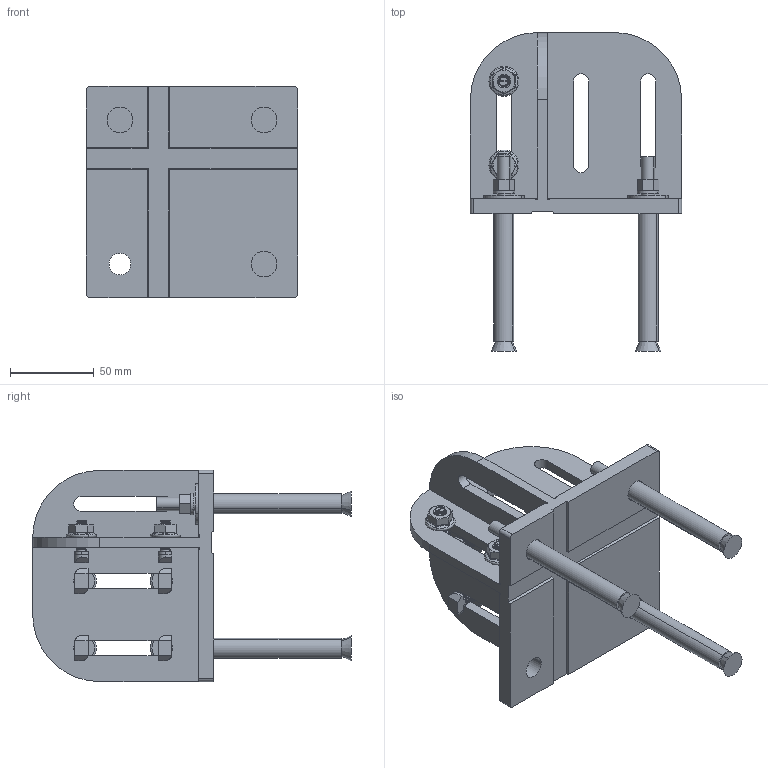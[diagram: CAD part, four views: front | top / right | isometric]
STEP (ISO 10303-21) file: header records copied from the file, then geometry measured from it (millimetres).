
FILE_DESCRIPTION (( 'STEP AP203' ), '1' );
FILE_NAME ('5.11.4080.STB.STEP', '2014-05-20T06:16:07', ( 'USER' ), ( 'Microsoft' ), 'SwSTEP 2.0', 'SolidWorks 2012', '' );
FILE_SCHEMA (( 'CONFIG_CONTROL_DESIGN' ));
Length unit declared in the file: millimetre
Products named in the file (5): 5.11.4080.STB; Hexagon nuts with flange GB_GB_HEXAGON_TYPE12 M8-N; 壩梠蹟邡M8X100; 2.41.08.20; 5.11.4080
Assembly tree (16 placements, depth 2):
  5.11.4080.STB
    5.11.4080
    2.41.08.20  x6
    壩梠蹟邡M8X100  x3
    Hexagon nuts with flange GB_GB_HEXAGON_TYPE12 M8-N  x6
Bounding box: 126 x 190 x 126 mm (x, y, z)
Volume: 304093.2 mm3; surface area: 110193.2 mm2
Topology: 16 solids, 16 shells, 883 faces, 2256 edges, 1432 vertices
Faces by surface type: plane 387, cylinder 328, cone 108, bspline 48, torus 12
Entity records: 9684 total; most frequent: CARTESIAN_POINT 3255, ORIENTED_EDGE 1222, DIRECTION 1119, EDGE_CURVE 611, AXIS2_PLACEMENT_3D 393, VERTEX_POINT 390, LINE 333, VECTOR 333
